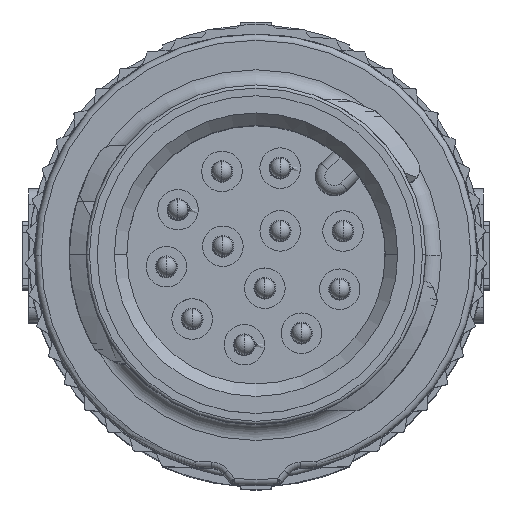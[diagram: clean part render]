
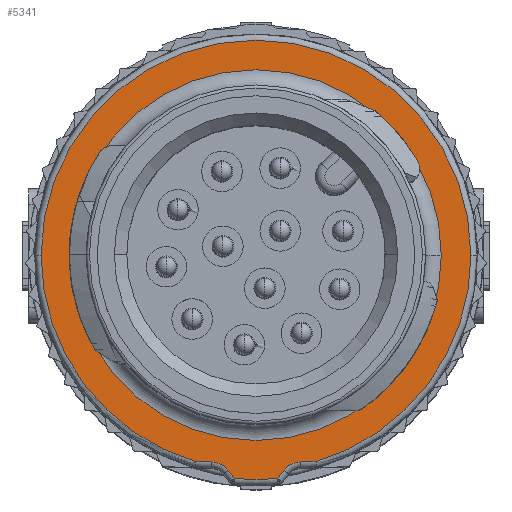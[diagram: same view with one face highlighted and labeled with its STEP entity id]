
A CAD part, top view. The second image highlights one B-rep face of the part: STEP entity #5341.
In plain terms, the highlighted planar face has unit normal (0, 0, 1).
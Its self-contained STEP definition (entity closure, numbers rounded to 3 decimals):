
#5190=CARTESIAN_POINT('',(5.95,-0.,0.));
#5191=VERTEX_POINT('',#5190);
#5192=CARTESIAN_POINT('',(0.,5.95,0.));
#5193=VERTEX_POINT('',#5192);
#5194=CARTESIAN_POINT('',(0.,0.,0.));
#5195=DIRECTION('',(-0.,-0.,1.));
#5196=DIRECTION('',(-1.,0.,0.));
#5197=AXIS2_PLACEMENT_3D('',#5194,#5195,#5196);
#5198=CIRCLE('',#5197,5.95);
#5199=EDGE_CURVE('',#5191,#5193,#5198,.T.);
#5201=CARTESIAN_POINT('',(-5.95,0.,0.));
#5202=VERTEX_POINT('',#5201);
#5203=CARTESIAN_POINT('',(0.,0.,0.));
#5204=DIRECTION('',(-0.,-0.,1.));
#5205=DIRECTION('',(-1.,0.,0.));
#5206=AXIS2_PLACEMENT_3D('',#5203,#5204,#5205);
#5207=CIRCLE('',#5206,5.95);
#5208=EDGE_CURVE('',#5193,#5202,#5207,.T.);
#5237=CARTESIAN_POINT('',(0.,0.,0.));
#5238=DIRECTION('',(0.,0.,-1.));
#5239=DIRECTION('',(0.,-1.,0.));
#5240=AXIS2_PLACEMENT_3D('',#5237,#5238,#5239);
#5241=PLANE('',#5240);
#5242=CARTESIAN_POINT('',(1.421,-6.642,0.));
#5243=VERTEX_POINT('',#5242);
#5244=CARTESIAN_POINT('',(1.931,-6.624,0.));
#5245=VERTEX_POINT('',#5244);
#5246=CARTESIAN_POINT('',(-12336.114,-437.478,0.));
#5247=DIRECTION('',(0.999,0.035,0.));
#5248=VECTOR('',#5247,24690.);
#5249=LINE('',#5246,#5248);
#5250=EDGE_CURVE('',#5243,#5245,#5249,.T.);
#5251=ORIENTED_EDGE('',*,*,#5250,.T.);
#5252=CARTESIAN_POINT('',(6.9,0.,0.));
#5253=VERTEX_POINT('',#5252);
#5254=CARTESIAN_POINT('',(0.,0.,0.));
#5255=DIRECTION('',(0.,0.,-1.));
#5256=DIRECTION('',(-1.,0.,0.));
#5257=AXIS2_PLACEMENT_3D('',#5254,#5255,#5256);
#5258=CIRCLE('',#5257,6.9);
#5259=EDGE_CURVE('',#5253,#5245,#5258,.T.);
#5260=ORIENTED_EDGE('',*,*,#5259,.F.);
#5261=CARTESIAN_POINT('',(-6.9,0.,0.));
#5262=VERTEX_POINT('',#5261);
#5263=CARTESIAN_POINT('',(0.,0.,0.));
#5264=DIRECTION('',(0.,0.,-1.));
#5265=DIRECTION('',(-1.,0.,0.));
#5266=AXIS2_PLACEMENT_3D('',#5263,#5264,#5265);
#5267=CIRCLE('',#5266,6.9);
#5268=EDGE_CURVE('',#5262,#5253,#5267,.T.);
#5269=ORIENTED_EDGE('',*,*,#5268,.F.);
#5270=CARTESIAN_POINT('',(-1.931,-6.624,0.));
#5271=VERTEX_POINT('',#5270);
#5272=CARTESIAN_POINT('',(0.,0.,0.));
#5273=DIRECTION('',(0.,0.,-1.));
#5274=DIRECTION('',(-1.,0.,0.));
#5275=AXIS2_PLACEMENT_3D('',#5272,#5273,#5274);
#5276=CIRCLE('',#5275,6.9);
#5277=EDGE_CURVE('',#5271,#5262,#5276,.T.);
#5278=ORIENTED_EDGE('',*,*,#5277,.F.);
#5279=CARTESIAN_POINT('',(-1.421,-6.642,0.));
#5280=VERTEX_POINT('',#5279);
#5281=CARTESIAN_POINT('',(-12340.471,424.247,0.));
#5282=DIRECTION('',(0.999,-0.035,0.));
#5283=VECTOR('',#5282,24690.);
#5284=LINE('',#5281,#5283);
#5285=EDGE_CURVE('',#5271,#5280,#5284,.T.);
#5286=ORIENTED_EDGE('',*,*,#5285,.T.);
#5287=CARTESIAN_POINT('',(-0.901,-6.901,0.));
#5288=VERTEX_POINT('',#5287);
#5289=CARTESIAN_POINT('',(-1.445,-7.342,0.));
#5290=DIRECTION('',(0.,0.,-1.));
#5291=DIRECTION('',(-1.,0.,0.));
#5292=AXIS2_PLACEMENT_3D('',#5289,#5290,#5291);
#5293=CIRCLE('',#5292,0.7);
#5294=EDGE_CURVE('',#5280,#5288,#5293,.T.);
#5295=ORIENTED_EDGE('',*,*,#5294,.T.);
#5296=CARTESIAN_POINT('',(-0.686,-7.167,0.));
#5297=VERTEX_POINT('',#5296);
#5298=CARTESIAN_POINT('',(-7769.896,9587.008,0.));
#5299=DIRECTION('',(0.629,-0.777,0.));
#5300=VECTOR('',#5299,24690.);
#5301=LINE('',#5298,#5300);
#5302=EDGE_CURVE('',#5288,#5297,#5301,.T.);
#5303=ORIENTED_EDGE('',*,*,#5302,.T.);
#5304=CARTESIAN_POINT('',(0.686,-7.167,0.));
#5305=VERTEX_POINT('',#5304);
#5306=CARTESIAN_POINT('',(0.,0.,0.));
#5307=DIRECTION('',(-0.,-0.,1.));
#5308=DIRECTION('',(-1.,0.,0.));
#5309=AXIS2_PLACEMENT_3D('',#5306,#5307,#5308);
#5310=CIRCLE('',#5309,7.2);
#5311=EDGE_CURVE('',#5297,#5305,#5310,.T.);
#5312=ORIENTED_EDGE('',*,*,#5311,.T.);
#5313=CARTESIAN_POINT('',(0.901,-6.901,0.));
#5314=VERTEX_POINT('',#5313);
#5315=CARTESIAN_POINT('',(-7768.309,-9601.077,0.));
#5316=DIRECTION('',(0.629,0.777,0.));
#5317=VECTOR('',#5316,24690.);
#5318=LINE('',#5315,#5317);
#5319=EDGE_CURVE('',#5305,#5314,#5318,.T.);
#5320=ORIENTED_EDGE('',*,*,#5319,.T.);
#5321=CARTESIAN_POINT('',(1.445,-7.342,0.));
#5322=DIRECTION('',(0.,0.,-1.));
#5323=DIRECTION('',(-1.,0.,0.));
#5324=AXIS2_PLACEMENT_3D('',#5321,#5322,#5323);
#5325=CIRCLE('',#5324,0.7);
#5326=EDGE_CURVE('',#5314,#5243,#5325,.T.);
#5327=ORIENTED_EDGE('',*,*,#5326,.T.);
#5328=EDGE_LOOP('',(#5251,#5260,#5269,#5278,#5286,#5295,#5303,#5312,#5320,#5327));
#5329=FACE_BOUND('',#5328,.T.);
#5330=ORIENTED_EDGE('',*,*,#5199,.F.);
#5331=CARTESIAN_POINT('',(0.,0.,0.));
#5332=DIRECTION('',(-0.,-0.,1.));
#5333=DIRECTION('',(-1.,0.,0.));
#5334=AXIS2_PLACEMENT_3D('',#5331,#5332,#5333);
#5335=CIRCLE('',#5334,5.95);
#5336=EDGE_CURVE('',#5202,#5191,#5335,.T.);
#5337=ORIENTED_EDGE('',*,*,#5336,.F.);
#5338=ORIENTED_EDGE('',*,*,#5208,.F.);
#5339=EDGE_LOOP('',(#5330,#5337,#5338));
#5340=FACE_BOUND('',#5339,.T.);
#5341=ADVANCED_FACE('',(#5329,#5340),#5241,.F.);
